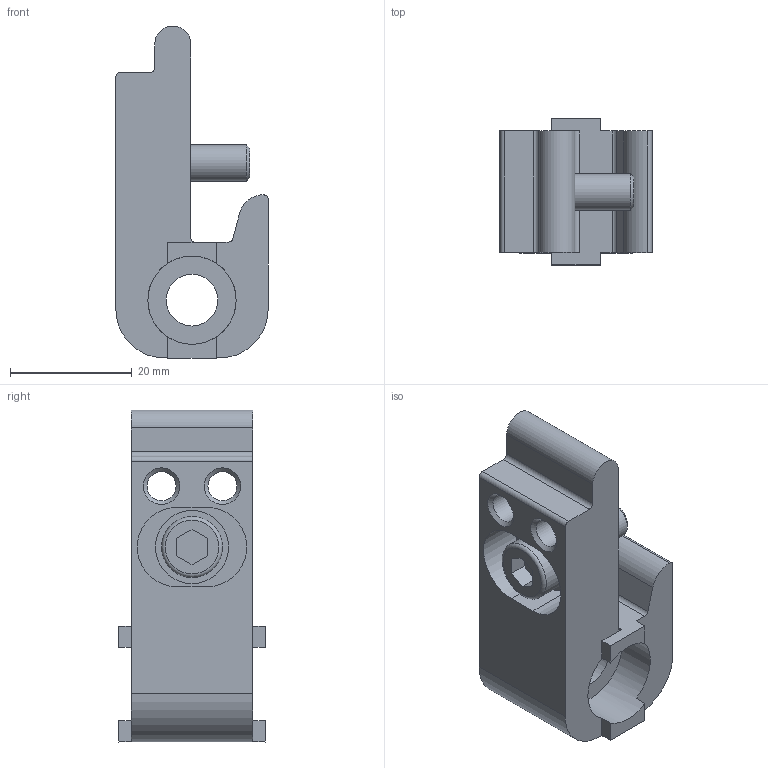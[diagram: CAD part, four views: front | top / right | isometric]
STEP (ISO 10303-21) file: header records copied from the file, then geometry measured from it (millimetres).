
FILE_DESCRIPTION(/* description */ ('KriTec Aufhängung 8'),/* implementation_level */ '2;1');
FILE_NAME(/* name */ '25951_KriTec_Aufhaengung_8.stp',/* time_stamp */ '2022-07-21T13:09:19+02:00',/* author */ ('jendrek'),/* organization */ (''),/* preprocessor_version */ 'ST-DEVELOPER v17',/* originating_system */ 'Autodesk Inventor 2018',/* authorisation */ '');
FILE_SCHEMA (('AUTOMOTIVE_DESIGN { 1 0 10303 214 3 1 1 }'));
Length unit declared in the file: millimetre
Products named in the file (3): 25951; 25951_0; 25951_1
Assembly tree (2 placements, depth 2):
  25951
    25951_0
    25951_1
Bounding box: 25 x 24 x 54.5 mm (x, y, z)
Volume: 13718.9 mm3; surface area: 7328.4 mm2
Topology: 2 solids, 2 shells, 79 faces, 207 edges, 136 vertices
Faces by surface type: plane 50, cylinder 22, cone 5, torus 2
Full cylindrical faces by diameter (mm): 4.773 x2, 6 x1, 6.4 x1, 8.5 x1, 10 x1, 12 x1, 14.5 x2
Entity records: 2561 total; most frequent: DIRECTION 437, CARTESIAN_POINT 427, ORIENTED_EDGE 414, EDGE_CURVE 207, AXIS2_PLACEMENT_3D 146, LINE 145, VECTOR 145, VERTEX_POINT 136
